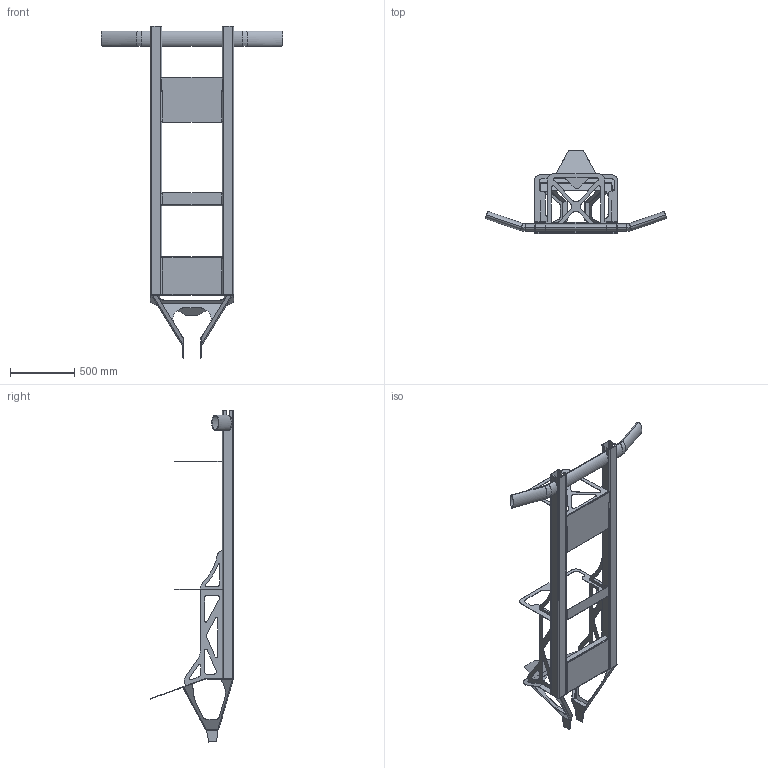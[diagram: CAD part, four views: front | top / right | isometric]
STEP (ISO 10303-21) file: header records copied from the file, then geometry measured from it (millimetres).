
FILE_DESCRIPTION((''),'2;1');
FILE_NAME('BLOCKASSEMBLY_ASM','2010-11-17T',(''),(''),'','','');
FILE_SCHEMA(('CONFIG_CONTROL_DESIGN'));
Length unit declared in the file: millimetre
Products named in the file (11): CHASSIS_RAIL; FRNT_BLKHD; RR_BLKHD; SIDE_TRIANG; CC_PANEL; SILL_TRIANG; FRONT_AXLE; REAR_HANGER_WHOLE; DROPOUT_RE-ENFORCEMENT; DROPOUT_RE-ENFORCEMENT_LEFT; BLOCKASSEMBLY_ASM
Assembly tree (13 placements, depth 2):
  BLOCKASSEMBLY_ASM
    CHASSIS_RAIL  x2
    FRNT_BLKHD
    RR_BLKHD
    SIDE_TRIANG  x2
    CC_PANEL
    SILL_TRIANG  x2
    FRONT_AXLE
    REAR_HANGER_WHOLE
    DROPOUT_RE-ENFORCEMENT
    DROPOUT_RE-ENFORCEMENT_LEFT
Bounding box: 1419.49 x 649.74 x 2593 mm (x, y, z)
Volume: 12465561.3 mm3; surface area: 6138383.7 mm2
Topology: 13 solids, 13 shells, 532 faces, 1354 edges, 844 vertices
Faces by surface type: plane 313, cylinder 143, bspline 52, extrusion 16, revolution 8
Entity records: 19200 total; most frequent: CARTESIAN_POINT 8363, ORIENTED_EDGE 2276, DIRECTION 2034, EDGE_CURVE 1138, VECTOR 836, LINE 822, VERTEX_POINT 700, AXIS2_PLACEMENT_3D 595
